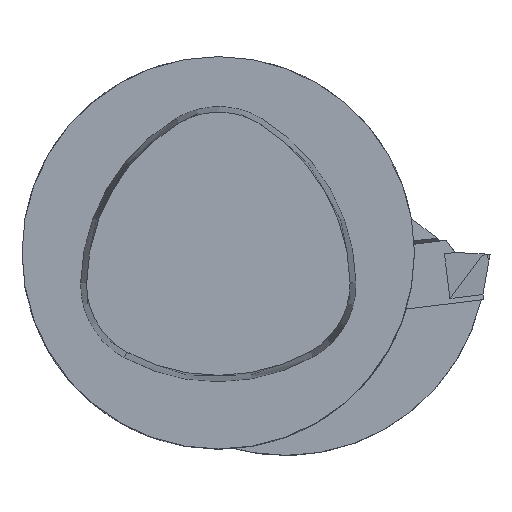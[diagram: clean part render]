
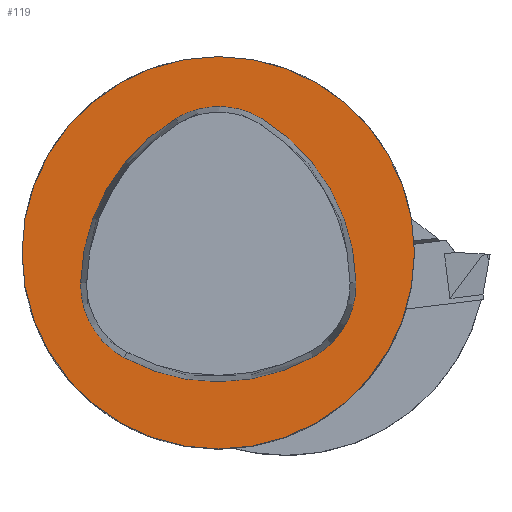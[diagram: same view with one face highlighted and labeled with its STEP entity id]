
A CAD part, top view. The second image highlights one B-rep face of the part: STEP entity #119.
In plain terms, the highlighted planar face has unit normal (0, 0, 1).
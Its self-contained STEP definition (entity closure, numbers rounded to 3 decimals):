
#84=CIRCLE('',#1405,20.);
#119=ADVANCED_FACE('',(#253),#194,.T.);
#194=PLANE('',#1406);
#253=FACE_OUTER_BOUND('',#324,.T.);
#324=EDGE_LOOP('',(#438));
#438=ORIENTED_EDGE('',*,*,#928,.T.);
#800=VERTEX_POINT('',#1942);
#928=EDGE_CURVE('',#800,#800,#84,.T.);
#1405=AXIS2_PLACEMENT_3D('',#1941,#1556,#1557);
#1406=AXIS2_PLACEMENT_3D('',#1943,#1558,#1559);
#1556=DIRECTION('',(0.,0.,1.));
#1557=DIRECTION('',(0.,1.,0.));
#1558=DIRECTION('',(0.,0.,1.));
#1559=DIRECTION('',(0.,-1.,0.));
#1941=CARTESIAN_POINT('',(0.,0.,0.));
#1942=CARTESIAN_POINT('',(0.,20.,0.));
#1943=CARTESIAN_POINT('',(0.,0.,0.));
